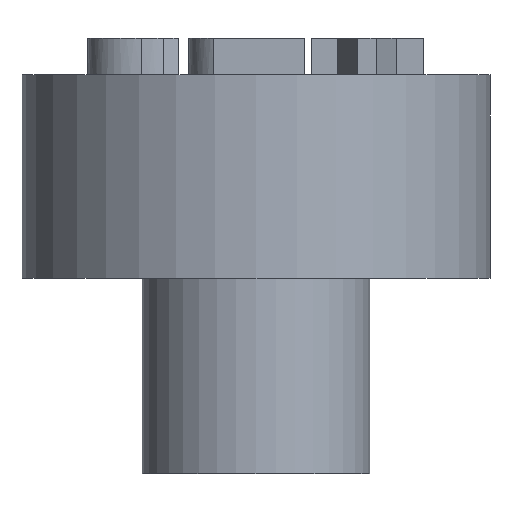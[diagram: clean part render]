
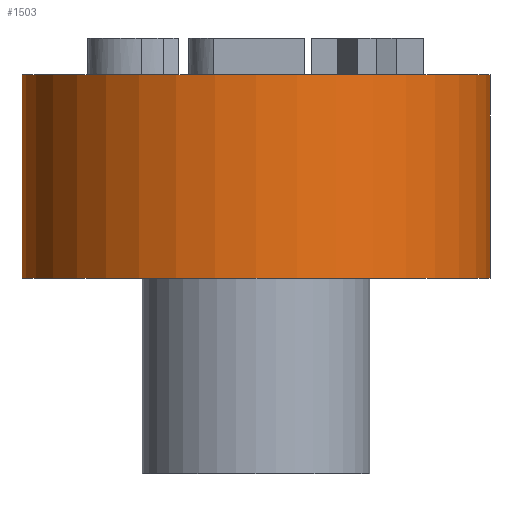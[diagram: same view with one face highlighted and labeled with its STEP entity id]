
A CAD part, front view. The second image highlights one B-rep face of the part: STEP entity #1503.
In plain terms, the highlighted cylindrical face has radius 5.75 mm (diameter 11.5 mm), a full revolution.
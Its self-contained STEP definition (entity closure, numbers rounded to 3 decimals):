
#19=CYLINDRICAL_SURFACE('',#1573,5.75);
#20=CIRCLE('',#1554,5.75);
#23=CIRCLE('',#1572,5.75);
#214=FACE_OUTER_BOUND('',#302,.T.);
#302=EDGE_LOOP('',(#1357,#1358,#1359,#1360));
#446=LINE('',#2714,#588);
#588=VECTOR('',#1815,5.75);
#705=VERTEX_POINT('',#2629);
#732=VERTEX_POINT('',#2711);
#907=EDGE_CURVE('',#705,#705,#20,.T.);
#947=EDGE_CURVE('',#732,#732,#23,.T.);
#948=EDGE_CURVE('',#705,#732,#446,.T.);
#1357=ORIENTED_EDGE('',*,*,#907,.F.);
#1358=ORIENTED_EDGE('',*,*,#948,.T.);
#1359=ORIENTED_EDGE('',*,*,#947,.T.);
#1360=ORIENTED_EDGE('',*,*,#948,.F.);
#1503=ADVANCED_FACE('',(#214),#19,.T.);
#1554=AXIS2_PLACEMENT_3D('',#2630,#1738,#1739);
#1572=AXIS2_PLACEMENT_3D('',#2712,#1811,#1812);
#1573=AXIS2_PLACEMENT_3D('',#2713,#1813,#1814);
#1738=DIRECTION('center_axis',(0.,0.,1.));
#1739=DIRECTION('ref_axis',(1.,0.,0.));
#1811=DIRECTION('center_axis',(0.,0.,1.));
#1812=DIRECTION('ref_axis',(1.,0.,0.));
#1813=DIRECTION('center_axis',(0.,0.,1.));
#1814=DIRECTION('ref_axis',(1.,0.,0.));
#1815=DIRECTION('',(0.,0.,-1.));
#2629=CARTESIAN_POINT('',(-5.75,0.,5.));
#2630=CARTESIAN_POINT('Origin',(0.,0.,5.));
#2711=CARTESIAN_POINT('',(-5.75,0.,0.));
#2712=CARTESIAN_POINT('Origin',(0.,0.,0.));
#2713=CARTESIAN_POINT('Origin',(0.,0.,0.));
#2714=CARTESIAN_POINT('',(-5.75,0.,0.));
